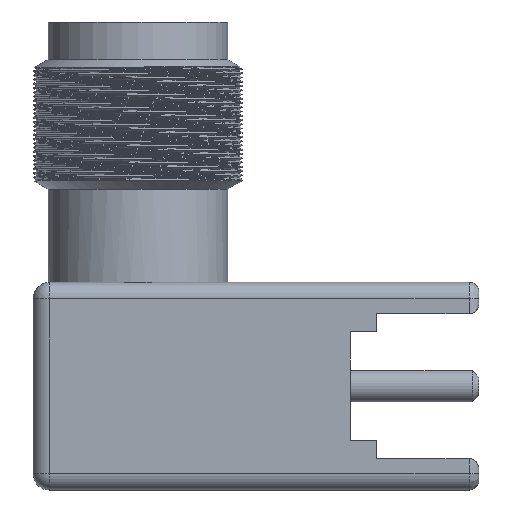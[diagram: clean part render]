
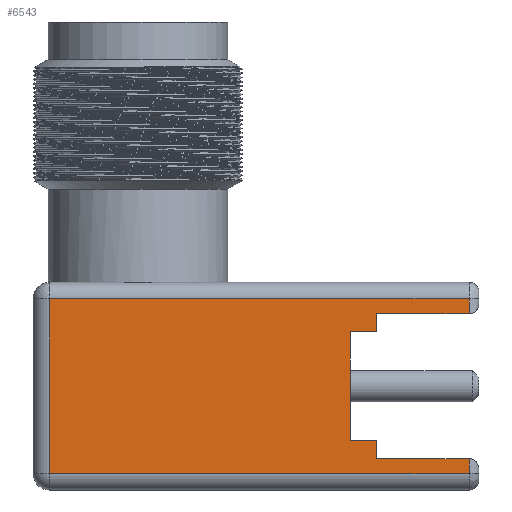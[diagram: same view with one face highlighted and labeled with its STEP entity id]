
A CAD part, left-side view. The second image highlights one B-rep face of the part: STEP entity #6543.
In plain terms, the highlighted planar face has unit normal (-1, 0, 0).
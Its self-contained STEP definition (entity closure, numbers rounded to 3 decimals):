
#134=DIRECTION('',(0.,0.,1.));
#135=VECTOR('',#134,0.45);
#136=CARTESIAN_POINT('',(-3.15,-10.05,-8.85));
#137=LINE('',#136,#135);
#138=DIRECTION('',(0.,1.,0.));
#139=VECTOR('',#138,2.8);
#140=CARTESIAN_POINT('',(-3.15,-10.05,-8.85));
#141=LINE('',#140,#139);
#142=DIRECTION('',(0.,0.,-1.));
#143=VECTOR('',#142,0.55);
#144=CARTESIAN_POINT('',(-3.15,-7.25,-8.85));
#145=LINE('',#144,#143);
#146=DIRECTION('',(0.,1.,0.));
#147=VECTOR('',#146,0.8);
#148=CARTESIAN_POINT('',(-3.15,-7.25,-9.4));
#149=LINE('',#148,#147);
#150=DIRECTION('',(0.,0.,-1.));
#151=VECTOR('',#150,3.3);
#152=CARTESIAN_POINT('',(-3.15,-6.45,-9.4));
#153=LINE('',#152,#151);
#154=DIRECTION('',(0.,-1.,0.));
#155=VECTOR('',#154,0.8);
#156=CARTESIAN_POINT('',(-3.15,-6.45,-12.7));
#157=LINE('',#156,#155);
#158=DIRECTION('',(0.,0.,-1.));
#159=VECTOR('',#158,0.55);
#160=CARTESIAN_POINT('',(-3.15,-7.25,-12.7));
#161=LINE('',#160,#159);
#162=DIRECTION('',(0.,-1.,0.));
#163=VECTOR('',#162,2.8);
#164=CARTESIAN_POINT('',(-3.15,-7.25,-13.25));
#165=LINE('',#164,#163);
#166=DIRECTION('',(0.,0.,1.));
#167=VECTOR('',#166,0.45);
#168=CARTESIAN_POINT('',(-3.15,-10.05,-13.7));
#169=LINE('',#168,#167);
#170=DIRECTION('',(0.,-1.,0.));
#171=VECTOR('',#170,12.73);
#172=CARTESIAN_POINT('',(-3.15,2.68,-13.7));
#173=LINE('',#172,#171);
#174=DIRECTION('',(0.,0.,-1.));
#175=VECTOR('',#174,5.3);
#176=CARTESIAN_POINT('',(-3.15,2.68,-8.4));
#177=LINE('',#176,#175);
#185=DIRECTION('',(0.,1.,0.));
#186=VECTOR('',#185,12.73);
#187=CARTESIAN_POINT('',(-3.15,-10.05,-8.4));
#188=LINE('',#187,#186);
#456=CARTESIAN_POINT('',(-3.15,-10.05,-8.85));
#750=CARTESIAN_POINT('',(-3.15,-10.05,-13.25));
#6087=CARTESIAN_POINT('',(-3.15,-7.25,-8.85));
#6088=CARTESIAN_POINT('',(-3.15,-7.25,-9.4));
#6089=VERTEX_POINT('',#6087);
#6090=VERTEX_POINT('',#6088);
#6091=CARTESIAN_POINT('',(-3.15,-6.45,-9.4));
#6092=VERTEX_POINT('',#6091);
#6093=CARTESIAN_POINT('',(-3.15,-6.45,-12.7));
#6094=VERTEX_POINT('',#6093);
#6095=CARTESIAN_POINT('',(-3.15,-7.25,-12.7));
#6096=VERTEX_POINT('',#6095);
#6097=CARTESIAN_POINT('',(-3.15,-7.25,-13.25));
#6098=VERTEX_POINT('',#6097);
#6263=CARTESIAN_POINT('',(-3.15,2.68,-8.4));
#6264=CARTESIAN_POINT('',(-3.15,2.68,-13.7));
#6265=VERTEX_POINT('',#6263);
#6266=VERTEX_POINT('',#6264);
#6271=CARTESIAN_POINT('',(-3.15,-10.05,-13.7));
#6272=VERTEX_POINT('',#6271);
#6284=VERTEX_POINT('',#750);
#6285=CARTESIAN_POINT('',(-3.15,-10.05,-8.4));
#6286=VERTEX_POINT('',#6285);
#6290=VERTEX_POINT('',#456);
#6512=CARTESIAN_POINT('',(-3.15,0.,0.));
#6513=DIRECTION('',(1.,0.,0.));
#6514=DIRECTION('',(0.,0.,-1.));
#6515=AXIS2_PLACEMENT_3D('',#6512,#6513,#6514);
#6516=PLANE('',#6515);
#6518=ORIENTED_EDGE('',*,*,#6517,.F.);
#6520=ORIENTED_EDGE('',*,*,#6519,.F.);
#6522=ORIENTED_EDGE('',*,*,#6521,.T.);
#6524=ORIENTED_EDGE('',*,*,#6523,.T.);
#6526=ORIENTED_EDGE('',*,*,#6525,.T.);
#6528=ORIENTED_EDGE('',*,*,#6527,.T.);
#6530=ORIENTED_EDGE('',*,*,#6529,.T.);
#6532=ORIENTED_EDGE('',*,*,#6531,.T.);
#6534=ORIENTED_EDGE('',*,*,#6533,.T.);
#6536=ORIENTED_EDGE('',*,*,#6535,.F.);
#6538=ORIENTED_EDGE('',*,*,#6537,.F.);
#6540=ORIENTED_EDGE('',*,*,#6539,.F.);
#6541=EDGE_LOOP('',(#6518,#6520,#6522,#6524,#6526,#6528,#6530,#6532,#6534,#6536,
#6538,#6540));
#6542=FACE_OUTER_BOUND('',#6541,.F.);
#6517=EDGE_CURVE('',#6286,#6265,#188,.T.);
#6519=EDGE_CURVE('',#6290,#6286,#137,.T.);
#6521=EDGE_CURVE('',#6290,#6089,#141,.T.);
#6523=EDGE_CURVE('',#6089,#6090,#145,.T.);
#6525=EDGE_CURVE('',#6090,#6092,#149,.T.);
#6527=EDGE_CURVE('',#6092,#6094,#153,.T.);
#6529=EDGE_CURVE('',#6094,#6096,#157,.T.);
#6531=EDGE_CURVE('',#6096,#6098,#161,.T.);
#6533=EDGE_CURVE('',#6098,#6284,#165,.T.);
#6535=EDGE_CURVE('',#6272,#6284,#169,.T.);
#6537=EDGE_CURVE('',#6266,#6272,#173,.T.);
#6539=EDGE_CURVE('',#6265,#6266,#177,.T.);
#6543=ADVANCED_FACE('',(#6542),#6516,.F.);
